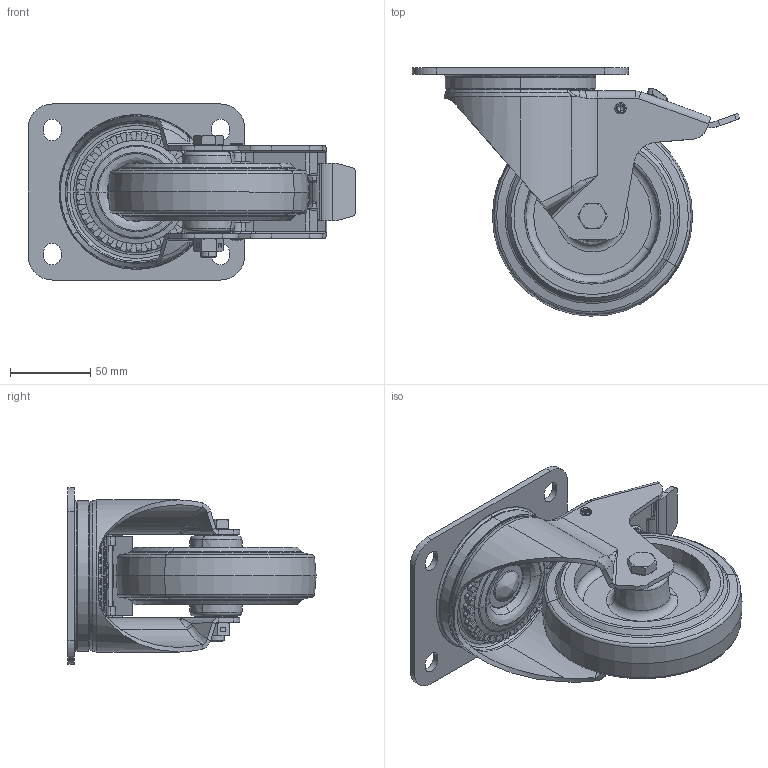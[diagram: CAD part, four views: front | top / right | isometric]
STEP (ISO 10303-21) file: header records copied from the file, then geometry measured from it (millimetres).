
FILE_DESCRIPTION (( 'STEP AP214' ), '1' );
FILE_NAME ('0039951_L-IK-EGK-125-R-3-DSN-GP.STEP', '2016-07-12T12:40:07', ( '' ), ( '' ), 'SwSTEP 2.0', 'SolidWorks 2016', '' );
FILE_SCHEMA (( 'AUTOMOTIVE_DESIGN' ));
Length unit declared in the file: millimetre
Products named in the file (1): 0039951_L-IK-EGK-125-R-3-DSN-GP
Bounding box: 204.41 x 154.99 x 110 mm (x, y, z)
Surface area: 223685.2 mm2 (no closed solid volume)
Topology: 0 solids, 23 shells, 1177 faces, 3049 edges, 1910 vertices
Faces by surface type: cylinder 463, plane 370, bspline 163, cone 123, torus 58
Entity records: 61461 total; most frequent: CARTESIAN_POINT 20124, DIRECTION 6020, ORIENTED_EDGE 5962, EDGE_CURVE 3043, AXIS2_PLACEMENT_3D 2360, VERTEX_POINT 1910, CIRCLE 1345, LINE 1300
